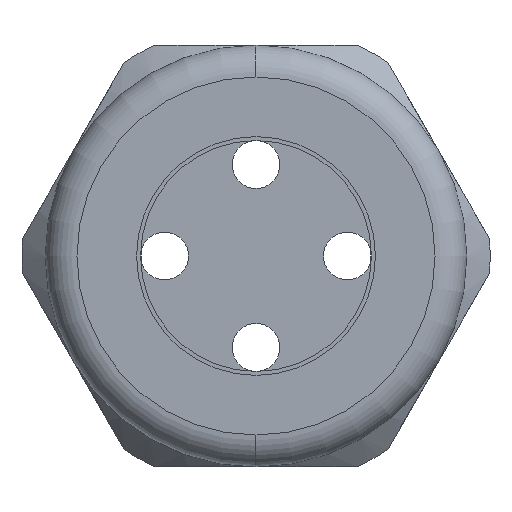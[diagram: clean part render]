
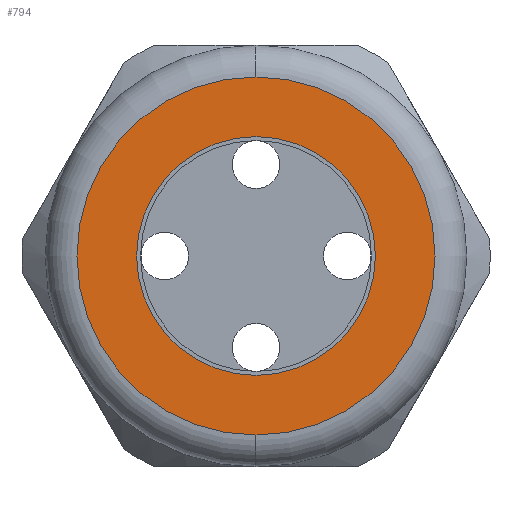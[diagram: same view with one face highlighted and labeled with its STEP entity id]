
A CAD part, left-side view. The second image highlights one B-rep face of the part: STEP entity #794.
In plain terms, the highlighted planar face has unit normal (-1, 0, 0).
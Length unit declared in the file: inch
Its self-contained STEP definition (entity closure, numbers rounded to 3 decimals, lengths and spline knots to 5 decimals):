
#92 = VERTEX_POINT ( 'NONE', #2085 ) ;
#93 = EDGE_CURVE ( 'NONE', #92, #94, #2084, .T. ) ;
#94 = VERTEX_POINT ( 'NONE', #2079 ) ;
#771 = ORIENTED_EDGE ( 'NONE', *, *, #93, .T. ) ;
#772 = ORIENTED_EDGE ( 'NONE', *, *, #773, .T. ) ;
#773 = EDGE_CURVE ( 'NONE', #94, #92, #3396, .T. ) ;
#774 = EDGE_LOOP ( 'NONE', ( #775, #777 ) ) ;
#775 = ORIENTED_EDGE ( 'NONE', *, *, #776, .T. ) ;
#776 = EDGE_CURVE ( 'NONE', #4112, #4111, #3391, .T. ) ;
#777 = ORIENTED_EDGE ( 'NONE', *, *, #4114, .T. ) ;
#794 = ADVANCED_FACE ( 'NONE', ( #3431, #3488 ), #3487, .T. ) ;
#795 = EDGE_LOOP ( 'NONE', ( #771, #772 ) ) ;
#2079 = CARTESIAN_POINT ( 'NONE',  ( -1.41, 0., -0.45 ) ) ;
#2080 = DIRECTION ( 'NONE',  ( 0., 0., 1. ) ) ;
#2081 = DIRECTION ( 'NONE',  ( -1., 0., 0. ) ) ;
#2082 = CARTESIAN_POINT ( 'NONE',  ( -1.41, 0., 0. ) ) ;
#2083 = AXIS2_PLACEMENT_3D ( 'NONE', #2082, #2081, #2080 ) ;
#2084 = CIRCLE ( 'NONE', #2083, 0.45 ) ;
#2085 = CARTESIAN_POINT ( 'NONE',  ( -1.41, 0., 0.45 ) ) ;
#3391 = CIRCLE ( 'NONE', #3456, 0.3 ) ;
#3392 = DIRECTION ( 'NONE',  ( 0., 0., 1. ) ) ;
#3393 = DIRECTION ( 'NONE',  ( -1., 0., 0. ) ) ;
#3394 = CARTESIAN_POINT ( 'NONE',  ( -1.41, 0., 0. ) ) ;
#3395 = AXIS2_PLACEMENT_3D ( 'NONE', #3394, #3393, #3392 ) ;
#3396 = CIRCLE ( 'NONE', #3395, 0.45 ) ;
#3431 = FACE_OUTER_BOUND ( 'NONE', #795, .T. ) ;
#3453 = DIRECTION ( 'NONE',  ( 0., 0., -1. ) ) ;
#3454 = DIRECTION ( 'NONE',  ( 1., 0., 0. ) ) ;
#3455 = CARTESIAN_POINT ( 'NONE',  ( -1.41, 0., 0. ) ) ;
#3456 = AXIS2_PLACEMENT_3D ( 'NONE', #3455, #3454, #3453 ) ;
#3483 = DIRECTION ( 'NONE',  ( 0., 0., 1. ) ) ;
#3484 = DIRECTION ( 'NONE',  ( -1., 0., 0. ) ) ;
#3485 = CARTESIAN_POINT ( 'NONE',  ( -1.41, 0.53, 0. ) ) ;
#3486 = AXIS2_PLACEMENT_3D ( 'NONE', #3485, #3484, #3483 ) ;
#3487 = PLANE ( 'NONE',  #3486 ) ;
#3488 = FACE_BOUND ( 'NONE', #774, .T. ) ;
#4111 = VERTEX_POINT ( 'NONE', #5316 ) ;
#4112 = VERTEX_POINT ( 'NONE', #5315 ) ;
#4114 = EDGE_CURVE ( 'NONE', #4111, #4112, #5314, .T. ) ;
#5310 = DIRECTION ( 'NONE',  ( 0., 0., -1. ) ) ;
#5311 = DIRECTION ( 'NONE',  ( 1., 0., 0. ) ) ;
#5312 = CARTESIAN_POINT ( 'NONE',  ( -1.41, 0., 0. ) ) ;
#5313 = AXIS2_PLACEMENT_3D ( 'NONE', #5312, #5311, #5310 ) ;
#5314 = CIRCLE ( 'NONE', #5313, 0.3 ) ;
#5315 = CARTESIAN_POINT ( 'NONE',  ( -1.41, 0., -0.3 ) ) ;
#5316 = CARTESIAN_POINT ( 'NONE',  ( -1.41, 0., 0.3 ) ) ;
